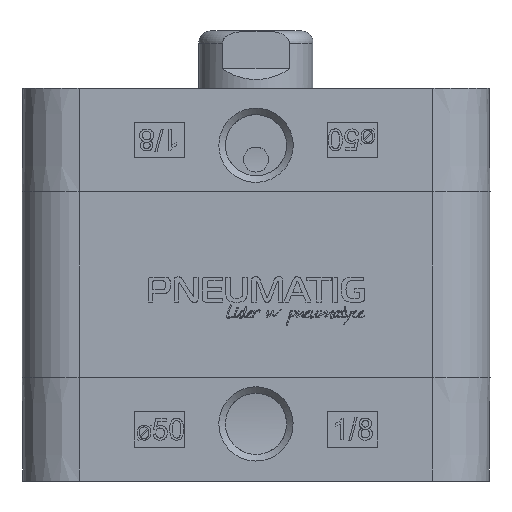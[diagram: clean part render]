
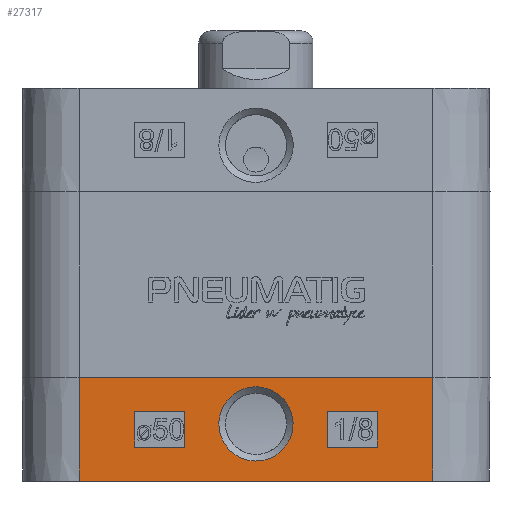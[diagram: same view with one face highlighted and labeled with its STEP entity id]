
A CAD part, left-side view. The second image highlights one B-rep face of the part: STEP entity #27317.
In plain terms, the highlighted planar face has unit normal (-1, 0, -0.009).
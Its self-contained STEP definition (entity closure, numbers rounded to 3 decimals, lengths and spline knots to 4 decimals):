
#970=FACE_BOUND($,#4629,.T.);
#971=FACE_BOUND($,#4630,.T.);
#972=FACE_BOUND($,#4631,.T.);
#1446=PLANE($,#28598);
#2916=FACE_OUTER_BOUND($,#4628,.T.);
#4628=EDGE_LOOP($,(#24707,#24708,#24709,#24710));
#4629=EDGE_LOOP($,(#24711,#24712,#24713,#24714));
#4630=EDGE_LOOP($,(#24715,#24716,#24717,#24718));
#4631=EDGE_LOOP($,(#24719));
#6389=LINE($,#52413,#8380);
#6480=LINE($,#52728,#8471);
#6651=LINE($,#54026,#8642);
#6653=LINE($,#54030,#8644);
#6655=LINE($,#54034,#8646);
#6657=LINE($,#54037,#8648);
#6659=LINE($,#54043,#8650);
#6661=LINE($,#54047,#8652);
#6663=LINE($,#54051,#8654);
#6665=LINE($,#54054,#8656);
#6667=LINE($,#54166,#8658);
#6668=LINE($,#54167,#8659);
#8380=VECTOR($,#32266,4.95);
#8471=VECTOR($,#32567,4.95);
#8642=VECTOR($,#32890,0.5);
#8644=VECTOR($,#32894,0.7);
#8646=VECTOR($,#32898,0.5);
#8648=VECTOR($,#32902,0.7);
#8650=VECTOR($,#32908,0.5);
#8652=VECTOR($,#32912,0.7);
#8654=VECTOR($,#32916,0.5);
#8656=VECTOR($,#32920,0.7);
#8658=VECTOR($,#32928,1.4501);
#8659=VECTOR($,#32929,1.4501);
#10289=B_SPLINE_CURVE_WITH_KNOTS($,3,(#54121,#54122,#54123,#54124,#54125,
#54126,#54127,#54128,#54129,#54130,#54131,#54132,#54133,#54134,#54135,#54136,
#54137,#54138,#54139,#54140,#54141,#54142,#54143,#54144,#54145,#54146,#54147,
#54148,#54149,#54150,#54151,#54152,#54153,#54154,#54155,#54156,#54157,#54158,
#54159,#54160,#54161,#54162,#54163),.UNSPECIFIED.,.T.,.F.,(4,3,3,3,3,3,
3,3,3,3,3,3,3,3,4),(0.,0.2329,0.4472,0.8309,
1.2418,1.4359,1.6824,1.9159,2.1358,
2.5394,2.8834,3.1203,3.3576,3.5849,
3.8177),.UNSPECIFIED.);
#12617=VERTEX_POINT($,#52410);
#12618=VERTEX_POINT($,#52412);
#12736=VERTEX_POINT($,#52725);
#12737=VERTEX_POINT($,#52727);
#12975=VERTEX_POINT($,#54023);
#12976=VERTEX_POINT($,#54025);
#12977=VERTEX_POINT($,#54029);
#12978=VERTEX_POINT($,#54033);
#12979=VERTEX_POINT($,#54040);
#12980=VERTEX_POINT($,#54042);
#12981=VERTEX_POINT($,#54046);
#12982=VERTEX_POINT($,#54050);
#12983=VERTEX_POINT($,#54096);
#16445=EDGE_CURVE($,#12618,#12617,#6389,.T.);
#16588=EDGE_CURVE($,#12737,#12736,#6480,.T.);
#16905=EDGE_CURVE($,#12976,#12975,#6651,.T.);
#16907=EDGE_CURVE($,#12977,#12976,#6653,.T.);
#16909=EDGE_CURVE($,#12978,#12977,#6655,.T.);
#16911=EDGE_CURVE($,#12975,#12978,#6657,.T.);
#16913=EDGE_CURVE($,#12980,#12979,#6659,.T.);
#16915=EDGE_CURVE($,#12981,#12980,#6661,.T.);
#16917=EDGE_CURVE($,#12982,#12981,#6663,.T.);
#16919=EDGE_CURVE($,#12979,#12982,#6665,.T.);
#16922=EDGE_CURVE($,#12983,#12983,#10289,.T.);
#16923=EDGE_CURVE($,#12737,#12617,#6667,.T.);
#16924=EDGE_CURVE($,#12736,#12618,#6668,.T.);
#24707=ORIENTED_EDGE($,*,*,#16445,.T.);
#24708=ORIENTED_EDGE($,*,*,#16923,.F.);
#24709=ORIENTED_EDGE($,*,*,#16588,.T.);
#24710=ORIENTED_EDGE($,*,*,#16924,.T.);
#24711=ORIENTED_EDGE($,*,*,#16905,.T.);
#24712=ORIENTED_EDGE($,*,*,#16911,.T.);
#24713=ORIENTED_EDGE($,*,*,#16909,.T.);
#24714=ORIENTED_EDGE($,*,*,#16907,.T.);
#24715=ORIENTED_EDGE($,*,*,#16913,.T.);
#24716=ORIENTED_EDGE($,*,*,#16919,.T.);
#24717=ORIENTED_EDGE($,*,*,#16917,.T.);
#24718=ORIENTED_EDGE($,*,*,#16915,.T.);
#24719=ORIENTED_EDGE($,*,*,#16922,.F.);
#27317=ADVANCED_FACE($,(#2916,#970,#971,#972),#1446,.T.);
#28598=AXIS2_PLACEMENT_3D($,#54165,#32926,#32927);
#32266=DIRECTION($,(0.,-1.,0.));
#32567=DIRECTION($,(0.,1.,0.));
#32890=DIRECTION($,(-0.009,0.,1.));
#32894=DIRECTION($,(0.,1.,0.));
#32898=DIRECTION($,(0.009,0.,-1.));
#32902=DIRECTION($,(0.,-1.,0.));
#32908=DIRECTION($,(-0.009,0.,1.));
#32912=DIRECTION($,(0.,1.,0.));
#32916=DIRECTION($,(0.009,0.,-1.));
#32920=DIRECTION($,(0.,-1.,0.));
#32926=DIRECTION('center_axis',(-1.,0.,-0.009));
#32927=DIRECTION('ref_axis',(-0.009,0.,1.));
#32928=DIRECTION($,(0.009,0.,-1.));
#32929=DIRECTION($,(0.009,0.,-1.));
#52410=CARTESIAN_POINT('',(-3.2623,-2.475,0.));
#52412=CARTESIAN_POINT('',(-3.2623,2.475,0.));
#52413=CARTESIAN_POINT($,(-3.2623,2.475,0.));
#52725=CARTESIAN_POINT('',(-3.275,2.475,1.45));
#52727=CARTESIAN_POINT('',(-3.275,-2.475,1.45));
#52728=CARTESIAN_POINT($,(-3.275,-2.475,1.45));
#54023=CARTESIAN_POINT('',(-3.2709,-1.,0.975));
#54025=CARTESIAN_POINT('',(-3.2665,-1.,0.475));
#54026=CARTESIAN_POINT($,(-3.2665,-1.,0.475));
#54029=CARTESIAN_POINT('',(-3.2665,-1.7,0.475));
#54030=CARTESIAN_POINT($,(-3.2665,-1.7,0.475));
#54033=CARTESIAN_POINT('',(-3.2709,-1.7,0.975));
#54034=CARTESIAN_POINT($,(-3.2709,-1.7,0.975));
#54037=CARTESIAN_POINT($,(-3.2709,-1.,0.975));
#54040=CARTESIAN_POINT('',(-3.2709,1.7,0.975));
#54042=CARTESIAN_POINT('',(-3.2665,1.7,0.475));
#54043=CARTESIAN_POINT($,(-3.2665,1.7,0.475));
#54046=CARTESIAN_POINT('',(-3.2665,1.,0.475));
#54047=CARTESIAN_POINT($,(-3.2665,1.,0.475));
#54050=CARTESIAN_POINT('',(-3.2709,1.,0.975));
#54051=CARTESIAN_POINT($,(-3.2709,1.,0.975));
#54054=CARTESIAN_POINT($,(-3.2709,1.7,0.975));
#54096=CARTESIAN_POINT('',(-3.2739,-0.0001,1.3187));
#54121=CARTESIAN_POINT('Ctrl Pts',(-3.2648,-0.0003,
0.2806));
#54122=CARTESIAN_POINT('Ctrl Pts',(-3.2648,-0.0779,
0.2805));
#54123=CARTESIAN_POINT('Ctrl Pts',(-3.2649,-0.1577,
0.2981));
#54124=CARTESIAN_POINT('Ctrl Pts',(-3.2652,-0.2256,
0.3307));
#54125=CARTESIAN_POINT('Ctrl Pts',(-3.2655,-0.2881,
0.3608));
#54126=CARTESIAN_POINT('Ctrl Pts',(-3.2658,-0.3344,
0.3987));
#54127=CARTESIAN_POINT('Ctrl Pts',(-3.2662,-0.3713,
0.4369));
#54128=CARTESIAN_POINT('Ctrl Pts',(-3.2668,-0.4373,
0.5053));
#54129=CARTESIAN_POINT('Ctrl Pts',(-3.2675,-0.4855,
0.5924));
#54130=CARTESIAN_POINT('Ctrl Pts',(-3.2683,-0.5064,
0.6836));
#54131=CARTESIAN_POINT('Ctrl Pts',(-3.2692,-0.5287,
0.7813));
#54132=CARTESIAN_POINT('Ctrl Pts',(-3.2701,-0.5207,
0.8878));
#54133=CARTESIAN_POINT('Ctrl Pts',(-3.2709,-0.4851,
0.9834));
#54134=CARTESIAN_POINT('Ctrl Pts',(-3.2713,-0.4683,
1.0286));
#54135=CARTESIAN_POINT('Ctrl Pts',(-3.2717,-0.4438,
1.0765));
#54136=CARTESIAN_POINT('Ctrl Pts',(-3.2721,-0.4066,
1.1232));
#54137=CARTESIAN_POINT('Ctrl Pts',(-3.2727,-0.3593,
1.1825));
#54138=CARTESIAN_POINT('Ctrl Pts',(-3.2731,-0.2926,
1.2349));
#54139=CARTESIAN_POINT('Ctrl Pts',(-3.2734,-0.2201,
1.2688));
#54140=CARTESIAN_POINT('Ctrl Pts',(-3.2737,-0.1515,
1.3009));
#54141=CARTESIAN_POINT('Ctrl Pts',(-3.2739,-0.074,
1.3187));
#54142=CARTESIAN_POINT('Ctrl Pts',(-3.2739,-0.0001,
1.3187));
#54143=CARTESIAN_POINT('Ctrl Pts',(-3.2739,0.0696,
1.3187));
#54144=CARTESIAN_POINT('Ctrl Pts',(-3.2737,0.1282,
1.3045));
#54145=CARTESIAN_POINT('Ctrl Pts',(-3.2736,0.1766,
1.2867));
#54146=CARTESIAN_POINT('Ctrl Pts',(-3.2733,0.2655,
1.2541));
#54147=CARTESIAN_POINT('Ctrl Pts',(-3.2728,0.3454,
1.1992));
#54148=CARTESIAN_POINT('Ctrl Pts',(-3.2721,0.4062,
1.1231));
#54149=CARTESIAN_POINT('Ctrl Pts',(-3.2716,0.4581,
1.0581));
#54150=CARTESIAN_POINT('Ctrl Pts',(-3.2708,0.4973,
0.9716));
#54151=CARTESIAN_POINT('Ctrl Pts',(-3.27,0.5122,
0.8823));
#54152=CARTESIAN_POINT('Ctrl Pts',(-3.2695,0.5224,
0.8208));
#54153=CARTESIAN_POINT('Ctrl Pts',(-3.2689,0.5237,0.7565));
#54154=CARTESIAN_POINT('Ctrl Pts',(-3.2683,0.507,
0.6836));
#54155=CARTESIAN_POINT('Ctrl Pts',(-3.2677,0.4904,
0.6106));
#54156=CARTESIAN_POINT('Ctrl Pts',(-3.267,0.4533,0.5347));
#54157=CARTESIAN_POINT('Ctrl Pts',(-3.2665,0.4031,0.4729));
#54158=CARTESIAN_POINT('Ctrl Pts',(-3.266,0.355,
0.4137));
#54159=CARTESIAN_POINT('Ctrl Pts',(-3.2655,0.2941,
0.3644));
#54160=CARTESIAN_POINT('Ctrl Pts',(-3.2652,0.2254,
0.3313));
#54161=CARTESIAN_POINT('Ctrl Pts',(-3.2649,0.155,
0.2973));
#54162=CARTESIAN_POINT('Ctrl Pts',(-3.2648,0.0773,
0.2807));
#54163=CARTESIAN_POINT('Ctrl Pts',(-3.2648,-0.0003,
0.2806));
#54165=CARTESIAN_POINT('Origin',(-3.275,0.,1.45));
#54166=CARTESIAN_POINT($,(-3.275,-2.475,1.45));
#54167=CARTESIAN_POINT($,(-3.275,2.475,1.45));
